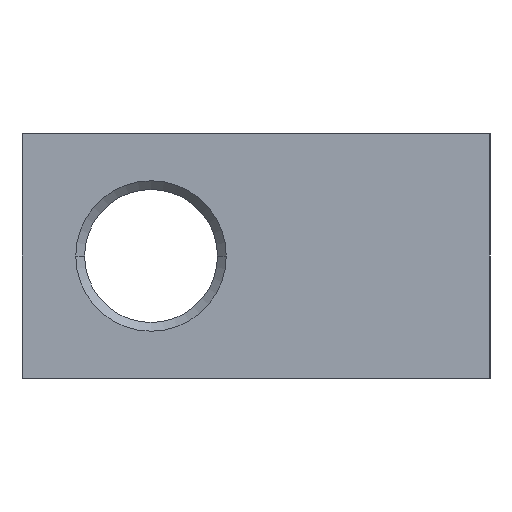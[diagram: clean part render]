
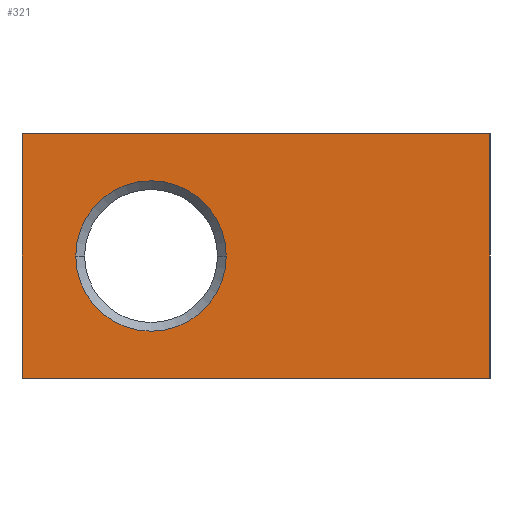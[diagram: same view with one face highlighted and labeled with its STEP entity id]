
A CAD part, left-side view. The second image highlights one B-rep face of the part: STEP entity #321.
In plain terms, the highlighted planar face has unit normal (-1, 0, 0).
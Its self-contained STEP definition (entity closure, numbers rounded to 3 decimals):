
#3 = DIRECTION ( 'NONE',  ( 1., 0., 0. ) ) ;
#62 = VECTOR ( 'NONE', #777, 1000. ) ;
#116 = ORIENTED_EDGE ( 'NONE', *, *, #1251, .T. ) ;
#122 = CARTESIAN_POINT ( 'NONE',  ( -65.5, 12., 0. ) ) ;
#188 = CARTESIAN_POINT ( 'NONE',  ( -65.5, 26.75, 14. ) ) ;
#190 = FACE_OUTER_BOUND ( 'NONE', #887, .T. ) ;
#193 = LINE ( 'NONE', #596, #62 ) ;
#194 = VERTEX_POINT ( 'NONE', #973 ) ;
#197 = VERTEX_POINT ( 'NONE', #1225 ) ;
#199 = LINE ( 'NONE', #614, #985 ) ;
#211 = EDGE_CURVE ( 'NONE', #696, #563, #1050, .T. ) ;
#225 = ORIENTED_EDGE ( 'NONE', *, *, #1214, .T. ) ;
#246 = CARTESIAN_POINT ( 'NONE',  ( -65.5, 26.75, -14. ) ) ;
#265 = EDGE_CURVE ( 'NONE', #197, #753, #1072, .T. ) ;
#321 = ADVANCED_FACE ( 'NONE', ( #809, #190 ), #1116, .F. ) ;
#323 = CARTESIAN_POINT ( 'NONE',  ( -65.5, 26.75, -14. ) ) ;
#333 = DIRECTION ( 'NONE',  ( 1., 0., 0. ) ) ;
#388 = DIRECTION ( 'NONE',  ( 0., -1., 0. ) ) ;
#398 = DIRECTION ( 'NONE',  ( 0., 1., 0. ) ) ;
#442 = DIRECTION ( 'NONE',  ( 0., 0., -1. ) ) ;
#504 = AXIS2_PLACEMENT_3D ( 'NONE', #1202, #333, #1082 ) ;
#517 = VERTEX_POINT ( 'NONE', #246 ) ;
#531 = DIRECTION ( 'NONE',  ( 0., -1., 0. ) ) ;
#533 = DIRECTION ( 'NONE',  ( 1., 0., 0. ) ) ;
#563 = VERTEX_POINT ( 'NONE', #934 ) ;
#567 = AXIS2_PLACEMENT_3D ( 'NONE', #1034, #3, #398 ) ;
#596 = CARTESIAN_POINT ( 'NONE',  ( -65.5, -26.75, 14. ) ) ;
#614 = CARTESIAN_POINT ( 'NONE',  ( -65.5, 26.75, 14. ) ) ;
#690 = AXIS2_PLACEMENT_3D ( 'NONE', #122, #533, #1256 ) ;
#696 = VERTEX_POINT ( 'NONE', #1005 ) ;
#751 = ORIENTED_EDGE ( 'NONE', *, *, #1088, .F. ) ;
#753 = VERTEX_POINT ( 'NONE', #1144 ) ;
#756 = ORIENTED_EDGE ( 'NONE', *, *, #211, .T. ) ;
#777 = DIRECTION ( 'NONE',  ( 0., 0., -1. ) ) ;
#809 = FACE_BOUND ( 'NONE', #1106, .T. ) ;
#816 = ORIENTED_EDGE ( 'NONE', *, *, #265, .F. ) ;
#887 = EDGE_LOOP ( 'NONE', ( #116, #751, #816, #225 ) ) ;
#930 = VECTOR ( 'NONE', #388, 1000. ) ;
#934 = CARTESIAN_POINT ( 'NONE',  ( -65.5, 20.6, 0. ) ) ;
#964 = EDGE_CURVE ( 'NONE', #563, #696, #1222, .T. ) ;
#973 = CARTESIAN_POINT ( 'NONE',  ( -65.5, -26.75, -14. ) ) ;
#985 = VECTOR ( 'NONE', #442, 1000. ) ;
#1005 = CARTESIAN_POINT ( 'NONE',  ( -65.5, 3.4, 0. ) ) ;
#1034 = CARTESIAN_POINT ( 'NONE',  ( -65.5, 26.75, 14. ) ) ;
#1050 = CIRCLE ( 'NONE', #504, 8.6 ) ;
#1055 = ORIENTED_EDGE ( 'NONE', *, *, #964, .T. ) ;
#1072 = LINE ( 'NONE', #188, #930 ) ;
#1075 = VECTOR ( 'NONE', #531, 1000. ) ;
#1082 = DIRECTION ( 'NONE',  ( 0., 1., 0. ) ) ;
#1088 = EDGE_CURVE ( 'NONE', #753, #194, #193, .T. ) ;
#1106 = EDGE_LOOP ( 'NONE', ( #756, #1055 ) ) ;
#1116 = PLANE ( 'NONE',  #567 ) ;
#1144 = CARTESIAN_POINT ( 'NONE',  ( -65.5, -26.75, 14. ) ) ;
#1196 = LINE ( 'NONE', #323, #1075 ) ;
#1202 = CARTESIAN_POINT ( 'NONE',  ( -65.5, 12., 0. ) ) ;
#1214 = EDGE_CURVE ( 'NONE', #197, #517, #199, .T. ) ;
#1222 = CIRCLE ( 'NONE', #690, 8.6 ) ;
#1225 = CARTESIAN_POINT ( 'NONE',  ( -65.5, 26.75, 14. ) ) ;
#1251 = EDGE_CURVE ( 'NONE', #517, #194, #1196, .T. ) ;
#1256 = DIRECTION ( 'NONE',  ( 0., 1., 0. ) ) ;
